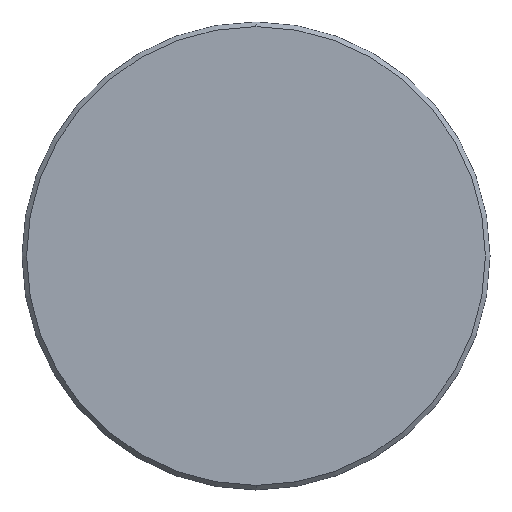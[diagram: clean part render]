
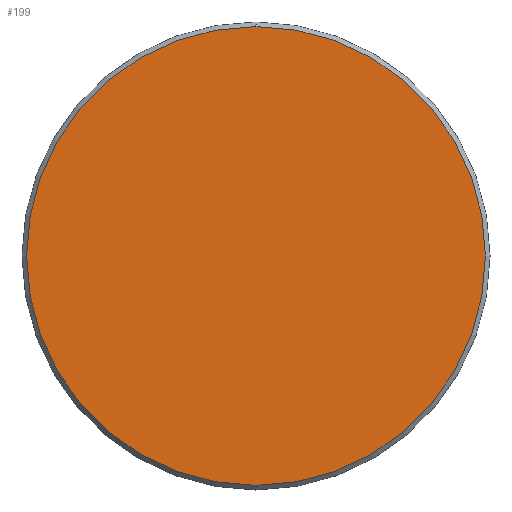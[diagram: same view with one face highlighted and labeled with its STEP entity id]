
A CAD part, left-side view. The second image highlights one B-rep face of the part: STEP entity #199.
In plain terms, the highlighted planar face has unit normal (-1, 0, 0).
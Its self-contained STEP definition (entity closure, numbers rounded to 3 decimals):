
#7 = ORIENTED_EDGE ( 'NONE', *, *, #223, .T. ) ;
#17 = DIRECTION ( 'NONE',  ( 0., 0., -1. ) ) ;
#42 = CIRCLE ( 'NONE', #219, 12.45 ) ;
#50 = CARTESIAN_POINT ( 'NONE',  ( -1.1, 0., 0. ) ) ;
#53 = EDGE_CURVE ( 'NONE', #210, #120, #292, .T. ) ;
#57 = DIRECTION ( 'NONE',  ( 0., 0., -1. ) ) ;
#71 = CARTESIAN_POINT ( 'NONE',  ( -1.1, 0., 0. ) ) ;
#120 = VERTEX_POINT ( 'NONE', #124 ) ;
#124 = CARTESIAN_POINT ( 'NONE',  ( -1.1, 0., 12.45 ) ) ;
#139 = CARTESIAN_POINT ( 'NONE',  ( -1.1, 0., 0. ) ) ;
#181 = FACE_OUTER_BOUND ( 'NONE', #268, .T. ) ;
#199 = ADVANCED_FACE ( 'NONE', ( #181 ), #296, .F. ) ;
#200 = AXIS2_PLACEMENT_3D ( 'NONE', #50, #215, #17 ) ;
#209 = CARTESIAN_POINT ( 'NONE',  ( -1.1, 0., -12.45 ) ) ;
#210 = VERTEX_POINT ( 'NONE', #209 ) ;
#215 = DIRECTION ( 'NONE',  ( 1., 0., 0. ) ) ;
#219 = AXIS2_PLACEMENT_3D ( 'NONE', #139, #266, #57 ) ;
#223 = EDGE_CURVE ( 'NONE', #120, #210, #42, .T. ) ;
#254 = ORIENTED_EDGE ( 'NONE', *, *, #53, .T. ) ;
#265 = DIRECTION ( 'NONE',  ( -1., 0., 0. ) ) ;
#266 = DIRECTION ( 'NONE',  ( -1., 0., 0. ) ) ;
#268 = EDGE_LOOP ( 'NONE', ( #254, #7 ) ) ;
#272 = AXIS2_PLACEMENT_3D ( 'NONE', #71, #265, #274 ) ;
#274 = DIRECTION ( 'NONE',  ( 0., 0., -1. ) ) ;
#292 = CIRCLE ( 'NONE', #272, 12.45 ) ;
#296 = PLANE ( 'NONE',  #200 ) ;
